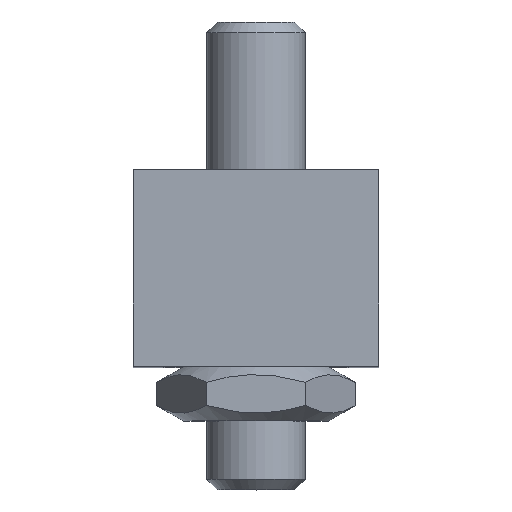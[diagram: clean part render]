
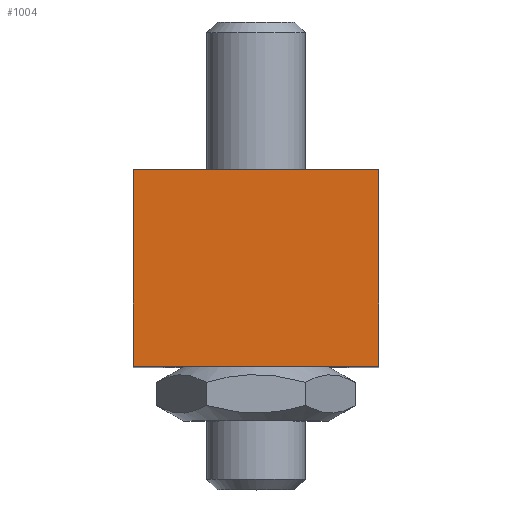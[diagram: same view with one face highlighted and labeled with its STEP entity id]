
A CAD part, top view. The second image highlights one B-rep face of the part: STEP entity #1004.
In plain terms, the highlighted face is planar.
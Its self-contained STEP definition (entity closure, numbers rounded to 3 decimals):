
#103=PLANE('',#1192);
#145=FACE_OUTER_BOUND('',#206,.T.);
#206=EDGE_LOOP('',(#752,#753,#754,#755));
#278=LINE('',#1650,#350);
#282=LINE('',#1658,#354);
#283=LINE('',#1660,#355);
#284=LINE('',#1661,#356);
#350=VECTOR('',#1351,10.);
#354=VECTOR('',#1359,10.);
#355=VECTOR('',#1360,10.);
#356=VECTOR('',#1361,10.);
#476=VERTEX_POINT('',#1647);
#477=VERTEX_POINT('',#1649);
#479=VERTEX_POINT('',#1657);
#480=VERTEX_POINT('',#1659);
#584=EDGE_CURVE('',#477,#476,#278,.T.);
#588=EDGE_CURVE('',#477,#479,#282,.T.);
#589=EDGE_CURVE('',#480,#476,#283,.T.);
#590=EDGE_CURVE('',#479,#480,#284,.T.);
#752=ORIENTED_EDGE('',*,*,#588,.F.);
#753=ORIENTED_EDGE('',*,*,#584,.T.);
#754=ORIENTED_EDGE('',*,*,#589,.F.);
#755=ORIENTED_EDGE('',*,*,#590,.F.);
#1004=ADVANCED_FACE('',(#145),#103,.T.);
#1192=AXIS2_PLACEMENT_3D('',#1656,#1357,#1358);
#1351=DIRECTION('',(1.,0.,0.));
#1357=DIRECTION('center_axis',(0.,0.,-1.));
#1358=DIRECTION('ref_axis',(0.,1.,0.));
#1359=DIRECTION('',(0.,-1.,0.));
#1360=DIRECTION('',(0.,1.,0.));
#1361=DIRECTION('',(1.,0.,0.));
#1647=CARTESIAN_POINT('',(8.,5.,-16.));
#1649=CARTESIAN_POINT('',(0.,5.,-16.));
#1650=CARTESIAN_POINT('',(0.,5.,-16.));
#1656=CARTESIAN_POINT('Origin',(0.,-5.,-16.));
#1657=CARTESIAN_POINT('',(0.,-5.,-16.));
#1658=CARTESIAN_POINT('',(0.,5.,-16.));
#1659=CARTESIAN_POINT('',(8.,-5.,-16.));
#1660=CARTESIAN_POINT('',(8.,5.,-16.));
#1661=CARTESIAN_POINT('',(0.,-5.,-16.));
